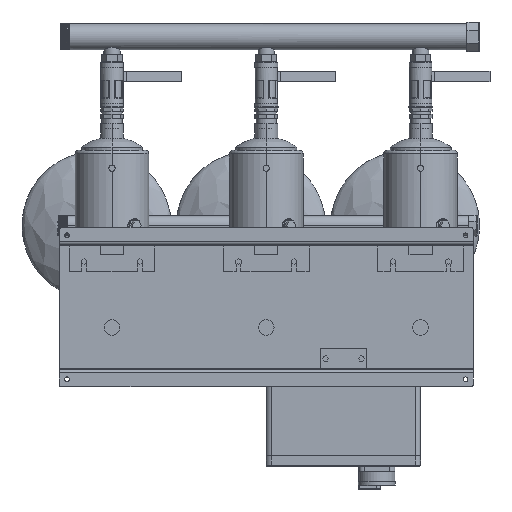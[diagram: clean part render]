
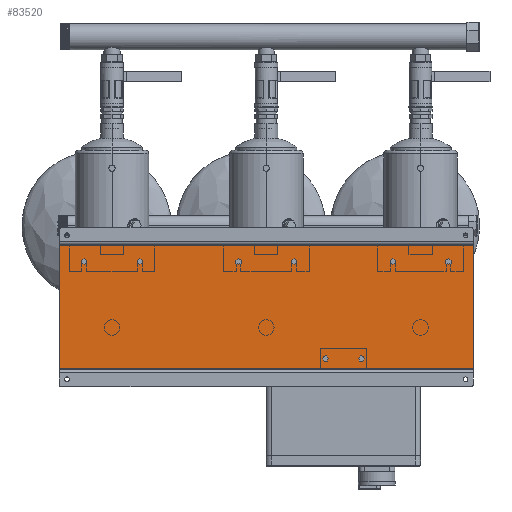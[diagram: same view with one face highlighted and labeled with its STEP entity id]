
A CAD part, front view. The second image highlights one B-rep face of the part: STEP entity #83520.
In plain terms, the highlighted planar face has unit normal (0, -1, 0).
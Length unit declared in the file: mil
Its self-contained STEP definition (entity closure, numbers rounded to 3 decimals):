
#69 = CARTESIAN_POINT ( 'NONE',  ( 15846.457, 2047.244, 4724.409 ) ) ;
#2704 = DIRECTION ( 'NONE',  ( -1., 0., 0. ) ) ;
#6633 = ORIENTED_EDGE ( 'NONE', *, *, #28276, .F. ) ;
#7000 = LINE ( 'NONE', #74157, #49797 ) ;
#11793 = DIRECTION ( 'NONE',  ( 0., 0., -1. ) ) ;
#14424 = DIRECTION ( 'NONE',  ( -1., 0., 0. ) ) ;
#15517 = VERTEX_POINT ( 'NONE', #69 ) ;
#15804 = VECTOR ( 'NONE', #81089, 39370.079 ) ;
#17913 = DIRECTION ( 'NONE',  ( 0., 1., 0. ) ) ;
#18152 = ORIENTED_EDGE ( 'NONE', *, *, #85664, .T. ) ;
#19742 = VERTEX_POINT ( 'NONE', #25470 ) ;
#20831 = LINE ( 'NONE', #50890, #15804 ) ;
#25274 = CARTESIAN_POINT ( 'NONE',  ( -15846.457, 2047.244, -4724.409 ) ) ;
#25470 = CARTESIAN_POINT ( 'NONE',  ( -15846.457, 2047.244, 4724.409 ) ) ;
#27068 = LINE ( 'NONE', #63632, #53695 ) ;
#28276 = EDGE_CURVE ( 'NONE', #39382, #65545, #7000, .T. ) ;
#29968 = AXIS2_PLACEMENT_3D ( 'NONE', #33656, #17913, #55823 ) ;
#31292 = EDGE_CURVE ( 'NONE', #15517, #39382, #20831, .T. ) ;
#33303 = CARTESIAN_POINT ( 'NONE',  ( 15846.457, 2047.244, 4724.409 ) ) ;
#33656 = CARTESIAN_POINT ( 'NONE',  ( 15846.457, 2047.244, -4724.409 ) ) ;
#39382 = VERTEX_POINT ( 'NONE', #93950 ) ;
#44267 = EDGE_CURVE ( 'NONE', #15517, #19742, #77297, .T. ) ;
#49797 = VECTOR ( 'NONE', #14424, 39370.079 ) ;
#50890 = CARTESIAN_POINT ( 'NONE',  ( 15846.457, 2047.244, 4724.409 ) ) ;
#52756 = EDGE_LOOP ( 'NONE', ( #18152, #6633, #75413, #65670 ) ) ;
#53695 = VECTOR ( 'NONE', #11793, 39370.079 ) ;
#55823 = DIRECTION ( 'NONE',  ( 1., 0., 0. ) ) ;
#63632 = CARTESIAN_POINT ( 'NONE',  ( -15846.457, 2047.244, -4724.409 ) ) ;
#65545 = VERTEX_POINT ( 'NONE', #25274 ) ;
#65670 = ORIENTED_EDGE ( 'NONE', *, *, #44267, .T. ) ;
#74157 = CARTESIAN_POINT ( 'NONE',  ( 15846.457, 2047.244, -4724.409 ) ) ;
#75413 = ORIENTED_EDGE ( 'NONE', *, *, #31292, .F. ) ;
#77297 = LINE ( 'NONE', #33303, #81029 ) ;
#78607 = FACE_OUTER_BOUND ( 'NONE', #52756, .T. ) ;
#81029 = VECTOR ( 'NONE', #2704, 39370.079 ) ;
#81089 = DIRECTION ( 'NONE',  ( 0., 0., -1. ) ) ;
#83520 = ADVANCED_FACE ( 'NONE', ( #78607 ), #92975, .F. ) ;
#85664 = EDGE_CURVE ( 'NONE', #19742, #65545, #27068, .T. ) ;
#92975 = PLANE ( 'NONE',  #29968 ) ;
#93950 = CARTESIAN_POINT ( 'NONE',  ( 15846.457, 2047.244, -4724.409 ) ) ;
